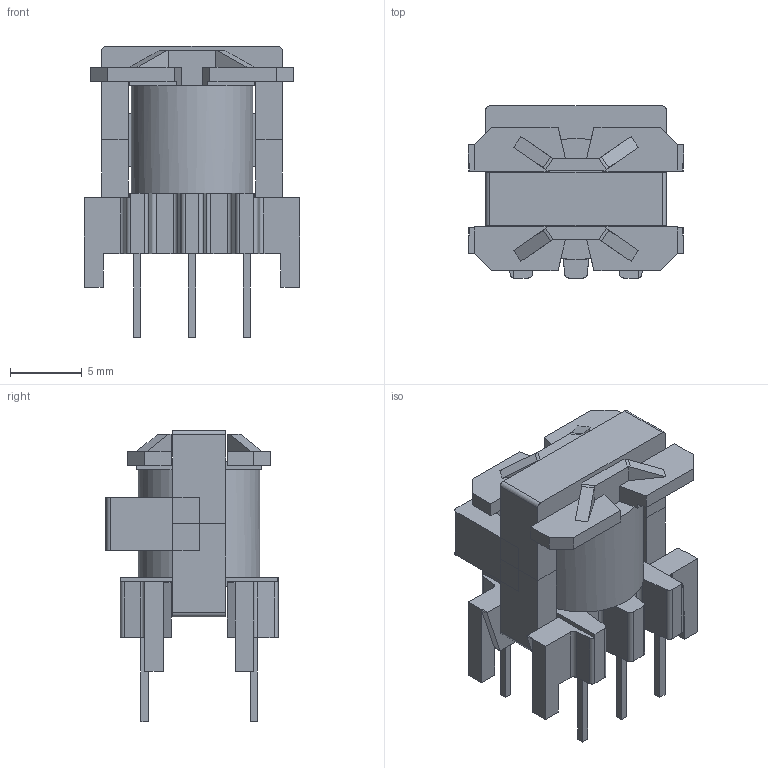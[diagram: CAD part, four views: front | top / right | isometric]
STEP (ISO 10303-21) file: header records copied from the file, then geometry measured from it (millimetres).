
FILE_DESCRIPTION( ( 'Unknown' ), '1' );
FILE_NAME( '7491181024.stp', 'Unknown', ( 'Unknown' ), ( 'Unknown' ), 'XStep 1.0', 'Unknown', ' ' );
FILE_SCHEMA( ( 'automotive_design' ) );
Length unit declared in the file: millimetre
Products named in the file (3): Assem1; Gehäuse; Core_EF 12.6
Bounding box: 15 x 12 x 20.3 mm (x, y, z)
Volume: 2091.3 mm3; surface area: 3428.1 mm2
Topology: 5 solids, 5 shells, 422 faces, 1186 edges, 782 vertices
Faces by surface type: plane 342, cylinder 80
Full cylindrical faces by diameter (mm): 8.5 x2
Entity records: 6674 total; most frequent: CARTESIAN_POINT 1153, ORIENTED_EDGE 1140, DIRECTION 1080, EDGE_CURVE 570, LINE 474, VECTOR 474, VERTEX_POINT 376, AXIS2_PLACEMENT_3D 303
